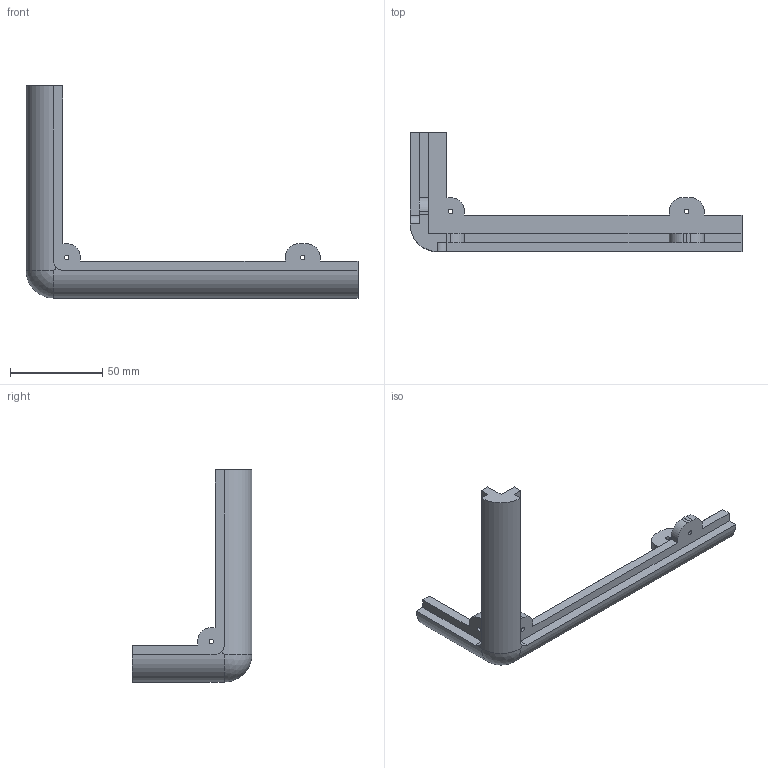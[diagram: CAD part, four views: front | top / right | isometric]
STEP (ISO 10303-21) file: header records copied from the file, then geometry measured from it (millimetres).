
FILE_DESCRIPTION(/* description */ (''),/* implementation_level */ '2;1');
FILE_NAME(/* name */ 'BoxFrame v11 test print.step',/* time_stamp */ '2018-09-24T12:50:09-04:00',/* author */ ('john.sullivan2'),/* organization */ (''),/* preprocessor_version */ 'ST-DEVELOPER v17.2',/* originating_system */ 'Autodesk Translation Framework v7.6.0.251',/* authorisation */ '');
FILE_SCHEMA (('AUTOMOTIVE_DESIGN { 1 0 10303 214 3 1 1 }'));
Length unit declared in the file: millimetre
Products named in the file (2): BoxFrame; test print
Assembly tree (1 placements, depth 2):
  BoxFrame
    test print
Bounding box: 180 x 65 x 115 mm (x, y, z)
Volume: 67511 mm3; surface area: 25188.2 mm2
Topology: 1 solids, 1 shells, 58 faces, 178 edges, 122 vertices
Faces by surface type: plane 37, cylinder 20, sphere 1
Full cylindrical faces by diameter (mm): 2.4 x5
Entity records: 2110 total; most frequent: CARTESIAN_POINT 391, ORIENTED_EDGE 356, DIRECTION 344, EDGE_CURVE 178, LINE 122, VECTOR 122, VERTEX_POINT 122, AXIS2_PLACEMENT_3D 111
